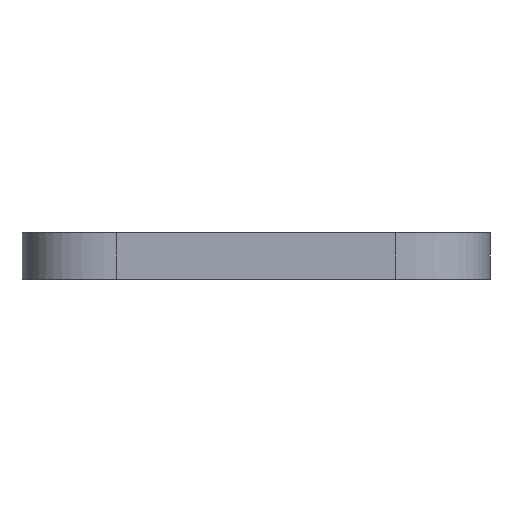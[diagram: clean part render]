
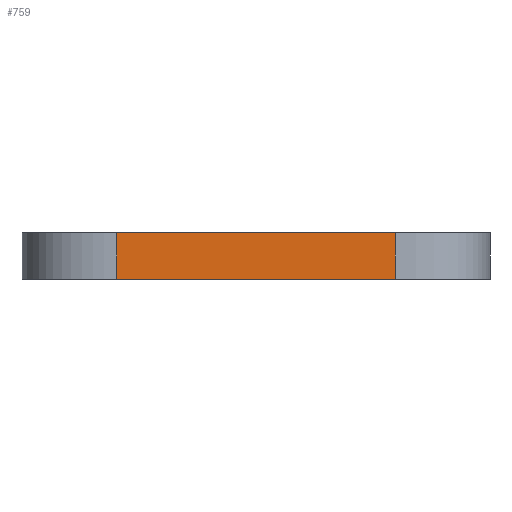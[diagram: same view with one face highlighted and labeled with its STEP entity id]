
A CAD part, front view. The second image highlights one B-rep face of the part: STEP entity #759.
In plain terms, the highlighted planar face has unit normal (0, -1, 0).
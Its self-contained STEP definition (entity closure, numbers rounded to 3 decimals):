
#37 = DIRECTION ( 'NONE',  ( 0., -1., 0. ) ) ;
#60 = CARTESIAN_POINT ( 'NONE',  ( 30., -50.5, 6.5 ) ) ;
#69 = ORIENTED_EDGE ( 'NONE', *, *, #504, .F. ) ;
#71 = LINE ( 'NONE', #532, #705 ) ;
#105 = ORIENTED_EDGE ( 'NONE', *, *, #113, .T. ) ;
#113 = EDGE_CURVE ( 'NONE', #218, #513, #71, .T. ) ;
#190 = CARTESIAN_POINT ( 'NONE',  ( -30., -50.5, -3.5 ) ) ;
#216 = FACE_OUTER_BOUND ( 'NONE', #646, .T. ) ;
#218 = VERTEX_POINT ( 'NONE', #190 ) ;
#225 = VECTOR ( 'NONE', #461, 1000. ) ;
#265 = VERTEX_POINT ( 'NONE', #493 ) ;
#287 = VECTOR ( 'NONE', #615, 1000. ) ;
#324 = LINE ( 'NONE', #852, #225 ) ;
#375 = CARTESIAN_POINT ( 'NONE',  ( 30., -50.5, -3.5 ) ) ;
#425 = ORIENTED_EDGE ( 'NONE', *, *, #651, .T. ) ;
#433 = VERTEX_POINT ( 'NONE', #60 ) ;
#461 = DIRECTION ( 'NONE',  ( 1., 0., 0. ) ) ;
#493 = CARTESIAN_POINT ( 'NONE',  ( -30., -50.5, 6.5 ) ) ;
#504 = EDGE_CURVE ( 'NONE', #218, #265, #688, .T. ) ;
#513 = VERTEX_POINT ( 'NONE', #375 ) ;
#532 = CARTESIAN_POINT ( 'NONE',  ( -30., -50.5, -3.5 ) ) ;
#546 = CARTESIAN_POINT ( 'NONE',  ( 30., -50.5, -3.5 ) ) ;
#553 = ORIENTED_EDGE ( 'NONE', *, *, #888, .F. ) ;
#569 = LINE ( 'NONE', #546, #904 ) ;
#615 = DIRECTION ( 'NONE',  ( 0., 0., 1. ) ) ;
#646 = EDGE_LOOP ( 'NONE', ( #105, #425, #553, #69 ) ) ;
#651 = EDGE_CURVE ( 'NONE', #513, #433, #569, .T. ) ;
#688 = LINE ( 'NONE', #761, #287 ) ;
#705 = VECTOR ( 'NONE', #929, 1000. ) ;
#759 = ADVANCED_FACE ( 'NONE', ( #216 ), #970, .T. ) ;
#761 = CARTESIAN_POINT ( 'NONE',  ( -30., -50.5, -3.5 ) ) ;
#786 = DIRECTION ( 'NONE',  ( 0., 0., 1. ) ) ;
#852 = CARTESIAN_POINT ( 'NONE',  ( -30., -50.5, 6.5 ) ) ;
#888 = EDGE_CURVE ( 'NONE', #265, #433, #324, .T. ) ;
#904 = VECTOR ( 'NONE', #786, 1000. ) ;
#905 = DIRECTION ( 'NONE',  ( 0., 0., -1. ) ) ;
#929 = DIRECTION ( 'NONE',  ( 1., 0., 0. ) ) ;
#936 = AXIS2_PLACEMENT_3D ( 'NONE', #986, #37, #905 ) ;
#970 = PLANE ( 'NONE',  #936 ) ;
#986 = CARTESIAN_POINT ( 'NONE',  ( -30., -50.5, -3.5 ) ) ;
